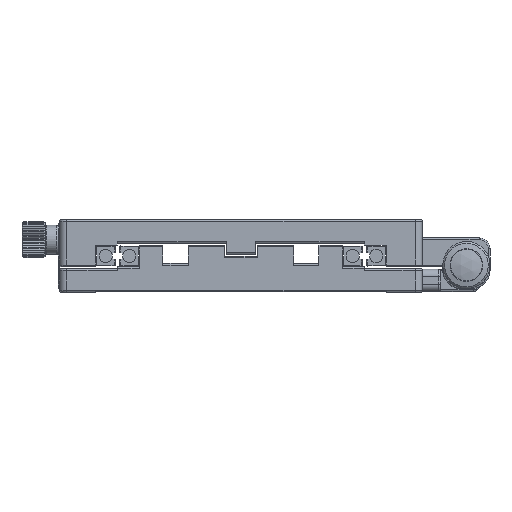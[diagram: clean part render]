
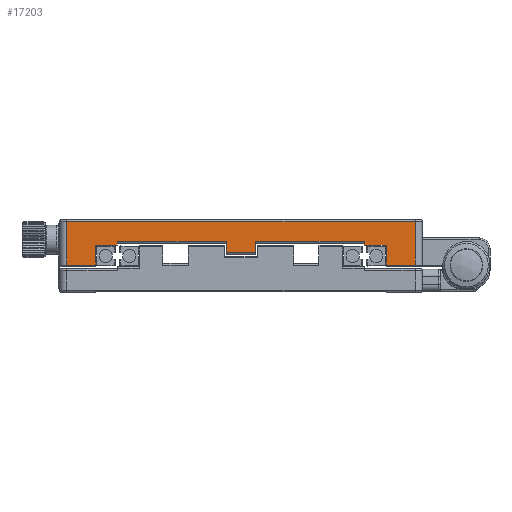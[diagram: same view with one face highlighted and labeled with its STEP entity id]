
A CAD part, front view. The second image highlights one B-rep face of the part: STEP entity #17203.
In plain terms, the highlighted planar face has unit normal (0, -1, 0).
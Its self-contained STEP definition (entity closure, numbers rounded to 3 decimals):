
#113 = VECTOR ( 'NONE', #16382, 1000. ) ;
#184 = EDGE_CURVE ( 'NONE', #11561, #13137, #28572, .T. ) ;
#453 = DIRECTION ( 'NONE',  ( 0., 0., -1. ) ) ;
#569 = DIRECTION ( 'NONE',  ( 1., 0., 0. ) ) ;
#680 = CARTESIAN_POINT ( 'NONE',  ( -40., -50., 13. ) ) ;
#798 = LINE ( 'NONE', #16675, #14615 ) ;
#1912 = DIRECTION ( 'NONE',  ( 1., 0., 0. ) ) ;
#2350 = CARTESIAN_POINT ( 'NONE',  ( 40., -50., 13. ) ) ;
#2455 = CARTESIAN_POINT ( 'NONE',  ( 48., -50., 7.5 ) ) ;
#2711 = LINE ( 'NONE', #19691, #25958 ) ;
#2872 = VECTOR ( 'NONE', #13390, 1000. ) ;
#3363 = CARTESIAN_POINT ( 'NONE',  ( 50., -50., 19.5 ) ) ;
#3776 = LINE ( 'NONE', #3363, #21260 ) ;
#4100 = CARTESIAN_POINT ( 'NONE',  ( 40., -50., 13. ) ) ;
#4312 = ORIENTED_EDGE ( 'NONE', *, *, #27936, .T. ) ;
#4421 = EDGE_CURVE ( 'NONE', #28461, #24663, #6464, .T. ) ;
#4485 = ORIENTED_EDGE ( 'NONE', *, *, #184, .T. ) ;
#5060 = VERTEX_POINT ( 'NONE', #12434 ) ;
#5148 = VECTOR ( 'NONE', #9997, 1000. ) ;
#5154 = VECTOR ( 'NONE', #453, 1000. ) ;
#5273 = VERTEX_POINT ( 'NONE', #2350 ) ;
#5504 = LINE ( 'NONE', #16505, #30813 ) ;
#5969 = LINE ( 'NONE', #18488, #26793 ) ;
#6187 = CARTESIAN_POINT ( 'NONE',  ( -40., -50., 13. ) ) ;
#6464 = LINE ( 'NONE', #12322, #19470 ) ;
#6621 = VECTOR ( 'NONE', #16904, 1000. ) ;
#6654 = CARTESIAN_POINT ( 'NONE',  ( 50., -50., 7. ) ) ;
#7490 = CARTESIAN_POINT ( 'NONE',  ( 34., -50., 114.198 ) ) ;
#7505 = EDGE_CURVE ( 'NONE', #25983, #18519, #798, .T. ) ;
#7613 = VERTEX_POINT ( 'NONE', #17560 ) ;
#8850 = EDGE_CURVE ( 'NONE', #19584, #18519, #5969, .T. ) ;
#9120 = ORIENTED_EDGE ( 'NONE', *, *, #4421, .F. ) ;
#9262 = VECTOR ( 'NONE', #22802, 1000. ) ;
#9525 = CARTESIAN_POINT ( 'NONE',  ( 48., -50., 7. ) ) ;
#9628 = DIRECTION ( 'NONE',  ( -1., 0., 0. ) ) ;
#9680 = ORIENTED_EDGE ( 'NONE', *, *, #25745, .T. ) ;
#9997 = DIRECTION ( 'NONE',  ( 0., 0., -1. ) ) ;
#10139 = CARTESIAN_POINT ( 'NONE',  ( 4., -50., 11. ) ) ;
#10625 = FACE_OUTER_BOUND ( 'NONE', #15449, .T. ) ;
#10726 = VECTOR ( 'NONE', #13839, 1000. ) ;
#10731 = LINE ( 'NONE', #4100, #6621 ) ;
#10903 = ORIENTED_EDGE ( 'NONE', *, *, #18191, .F. ) ;
#10908 = CARTESIAN_POINT ( 'NONE',  ( -34., -50., 114.198 ) ) ;
#11499 = EDGE_CURVE ( 'NONE', #23977, #16910, #18149, .T. ) ;
#11561 = VERTEX_POINT ( 'NONE', #19499 ) ;
#11993 = DIRECTION ( 'NONE',  ( 0., 0., -1. ) ) ;
#12322 = CARTESIAN_POINT ( 'NONE',  ( -28., -50., 13. ) ) ;
#12380 = EDGE_CURVE ( 'NONE', #5273, #28670, #10731, .T. ) ;
#12434 = CARTESIAN_POINT ( 'NONE',  ( 40., -50., 7.5 ) ) ;
#12465 = CARTESIAN_POINT ( 'NONE',  ( -48., -50., 7. ) ) ;
#12923 = CARTESIAN_POINT ( 'NONE',  ( -40., -50., 7.5 ) ) ;
#13137 = VERTEX_POINT ( 'NONE', #12923 ) ;
#13229 = DIRECTION ( 'NONE',  ( -1., 0., 0. ) ) ;
#13390 = DIRECTION ( 'NONE',  ( 1., 0., 0. ) ) ;
#13534 = CARTESIAN_POINT ( 'NONE',  ( -4., -50., 14. ) ) ;
#13839 = DIRECTION ( 'NONE',  ( 0., 0., -1. ) ) ;
#14488 = LINE ( 'NONE', #13534, #26764 ) ;
#14615 = VECTOR ( 'NONE', #24353, 1000. ) ;
#15316 = CARTESIAN_POINT ( 'NONE',  ( -40., -50., 7.5 ) ) ;
#15342 = ORIENTED_EDGE ( 'NONE', *, *, #25931, .T. ) ;
#15441 = VERTEX_POINT ( 'NONE', #26382 ) ;
#15449 = EDGE_LOOP ( 'NONE', ( #9680, #4485, #10903, #9120, #21974, #26809, #19994, #32694, #20674, #19128, #15342, #25452, #4312, #30812, #33373, #18271 ) ) ;
#15560 = EDGE_CURVE ( 'NONE', #19584, #33640, #2711, .T. ) ;
#16046 = DIRECTION ( 'NONE',  ( 0., 0., -1. ) ) ;
#16339 = CARTESIAN_POINT ( 'NONE',  ( -4., -50., 11. ) ) ;
#16361 = LINE ( 'NONE', #10908, #10726 ) ;
#16382 = DIRECTION ( 'NONE',  ( 1., 0., 0. ) ) ;
#16505 = CARTESIAN_POINT ( 'NONE',  ( 40., -50., 13. ) ) ;
#16675 = CARTESIAN_POINT ( 'NONE',  ( 4., -50., 13.5 ) ) ;
#16904 = DIRECTION ( 'NONE',  ( -1., 0., 0. ) ) ;
#16910 = VERTEX_POINT ( 'NONE', #20801 ) ;
#17099 = PLANE ( 'NONE',  #33082 ) ;
#17203 = ADVANCED_FACE ( 'NONE', ( #10625 ), #17099, .F. ) ;
#17491 = CARTESIAN_POINT ( 'NONE',  ( -34., -50., 14. ) ) ;
#17560 = CARTESIAN_POINT ( 'NONE',  ( 34., -50., 14. ) ) ;
#18149 = LINE ( 'NONE', #9525, #32529 ) ;
#18191 = EDGE_CURVE ( 'NONE', #24663, #13137, #31324, .T. ) ;
#18271 = ORIENTED_EDGE ( 'NONE', *, *, #29458, .T. ) ;
#18488 = CARTESIAN_POINT ( 'NONE',  ( 4., -50., 11. ) ) ;
#18519 = VERTEX_POINT ( 'NONE', #10139 ) ;
#18583 = VERTEX_POINT ( 'NONE', #17491 ) ;
#18651 = CARTESIAN_POINT ( 'NONE',  ( 48., -50., 7.5 ) ) ;
#19128 = ORIENTED_EDGE ( 'NONE', *, *, #19811, .T. ) ;
#19470 = VECTOR ( 'NONE', #9628, 1000. ) ;
#19499 = CARTESIAN_POINT ( 'NONE',  ( -48., -50., 7.5 ) ) ;
#19580 = DIRECTION ( 'NONE',  ( 0., 0., 1. ) ) ;
#19584 = VERTEX_POINT ( 'NONE', #16339 ) ;
#19654 = LINE ( 'NONE', #24474, #20483 ) ;
#19691 = CARTESIAN_POINT ( 'NONE',  ( -4., -50., 13.5 ) ) ;
#19811 = EDGE_CURVE ( 'NONE', #25983, #7613, #19654, .T. ) ;
#19994 = ORIENTED_EDGE ( 'NONE', *, *, #15560, .F. ) ;
#20183 = EDGE_CURVE ( 'NONE', #18583, #28461, #16361, .T. ) ;
#20483 = VECTOR ( 'NONE', #1912, 1000. ) ;
#20674 = ORIENTED_EDGE ( 'NONE', *, *, #7505, .F. ) ;
#20801 = CARTESIAN_POINT ( 'NONE',  ( 48., -50., 19.5 ) ) ;
#21260 = VECTOR ( 'NONE', #13229, 1000. ) ;
#21974 = ORIENTED_EDGE ( 'NONE', *, *, #20183, .F. ) ;
#22802 = DIRECTION ( 'NONE',  ( 0., 0., -1. ) ) ;
#23113 = LINE ( 'NONE', #12465, #5148 ) ;
#23977 = VERTEX_POINT ( 'NONE', #2455 ) ;
#24353 = DIRECTION ( 'NONE',  ( 0., 0., -1. ) ) ;
#24474 = CARTESIAN_POINT ( 'NONE',  ( 34., -50., 14. ) ) ;
#24663 = VERTEX_POINT ( 'NONE', #6187 ) ;
#25452 = ORIENTED_EDGE ( 'NONE', *, *, #12380, .F. ) ;
#25672 = CARTESIAN_POINT ( 'NONE',  ( -34., -50., 13. ) ) ;
#25745 = EDGE_CURVE ( 'NONE', #15441, #11561, #23113, .T. ) ;
#25931 = EDGE_CURVE ( 'NONE', #7613, #28670, #26368, .T. ) ;
#25958 = VECTOR ( 'NONE', #19580, 1000. ) ;
#25983 = VERTEX_POINT ( 'NONE', #28070 ) ;
#26195 = DIRECTION ( 'NONE',  ( 1., 0., 0. ) ) ;
#26368 = LINE ( 'NONE', #7490, #9262 ) ;
#26382 = CARTESIAN_POINT ( 'NONE',  ( -48., -50., 19.5 ) ) ;
#26764 = VECTOR ( 'NONE', #569, 1000. ) ;
#26793 = VECTOR ( 'NONE', #26195, 1000. ) ;
#26809 = ORIENTED_EDGE ( 'NONE', *, *, #31160, .T. ) ;
#27874 = DIRECTION ( 'NONE',  ( 0., 0., 1. ) ) ;
#27936 = EDGE_CURVE ( 'NONE', #5273, #5060, #5504, .T. ) ;
#28070 = CARTESIAN_POINT ( 'NONE',  ( 4., -50., 14. ) ) ;
#28367 = CARTESIAN_POINT ( 'NONE',  ( 34., -50., 13. ) ) ;
#28461 = VERTEX_POINT ( 'NONE', #25672 ) ;
#28572 = LINE ( 'NONE', #15316, #2872 ) ;
#28670 = VERTEX_POINT ( 'NONE', #28367 ) ;
#29458 = EDGE_CURVE ( 'NONE', #16910, #15441, #3776, .T. ) ;
#29500 = LINE ( 'NONE', #18651, #113 ) ;
#30073 = DIRECTION ( 'NONE',  ( 0., 1., 0. ) ) ;
#30812 = ORIENTED_EDGE ( 'NONE', *, *, #33422, .T. ) ;
#30813 = VECTOR ( 'NONE', #16046, 1000. ) ;
#31160 = EDGE_CURVE ( 'NONE', #18583, #33640, #14488, .T. ) ;
#31324 = LINE ( 'NONE', #680, #5154 ) ;
#32529 = VECTOR ( 'NONE', #27874, 1000. ) ;
#32694 = ORIENTED_EDGE ( 'NONE', *, *, #8850, .T. ) ;
#33082 = AXIS2_PLACEMENT_3D ( 'NONE', #6654, #30073, #11993 ) ;
#33190 = CARTESIAN_POINT ( 'NONE',  ( -4., -50., 14. ) ) ;
#33373 = ORIENTED_EDGE ( 'NONE', *, *, #11499, .T. ) ;
#33422 = EDGE_CURVE ( 'NONE', #5060, #23977, #29500, .T. ) ;
#33640 = VERTEX_POINT ( 'NONE', #33190 ) ;
